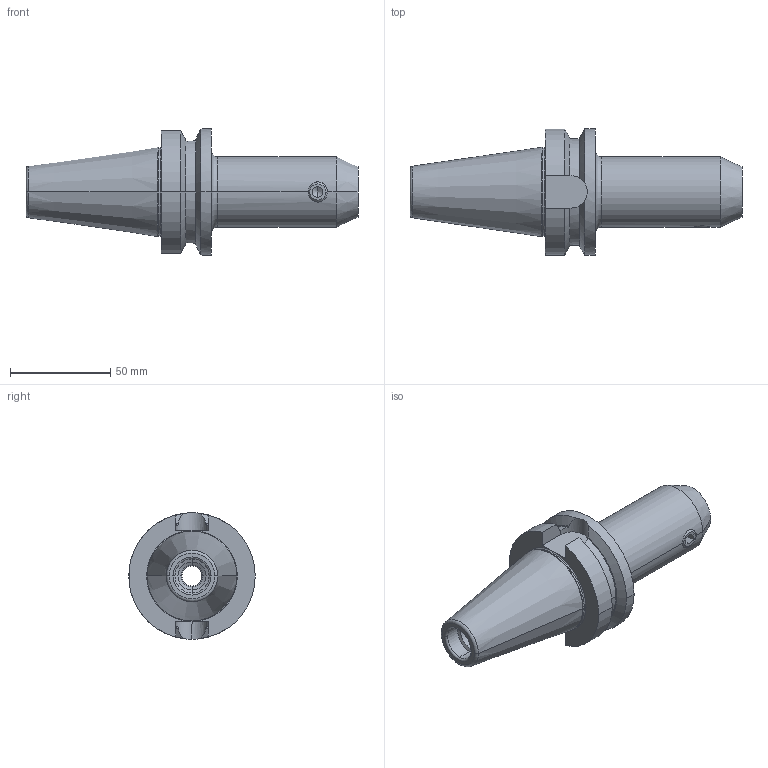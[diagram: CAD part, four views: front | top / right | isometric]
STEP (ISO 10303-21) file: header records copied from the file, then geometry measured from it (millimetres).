
FILE_DESCRIPTION (( 'STEP AP203' ), '1' );
FILE_NAME ('S.B40.0210.100.STEP', '2018-07-01T21:31:33', ( '' ), ( '' ), 'SwSTEP 2.0', 'SolidWorks 2013', '' );
FILE_SCHEMA (( 'CONFIG_CONTROL_DESIGN' ));
Length unit declared in the file: millimetre
Products named in the file (1): S.B40.0210.100
Bounding box: 165.4 x 63 x 63 mm (x, y, z)
Volume: 183307.1 mm3; surface area: 32904.5 mm2
Topology: 2 solids, 2 shells, 91 faces, 228 edges, 139 vertices
Faces by surface type: cylinder 29, cone 24, plane 24, torus 12, bspline 2
Entity records: 4381 total; most frequent: CARTESIAN_POINT 2124, DIRECTION 477, ORIENTED_EDGE 448, EDGE_CURVE 224, AXIS2_PLACEMENT_3D 191, VERTEX_POINT 139, CIRCLE 101, EDGE_LOOP 97
